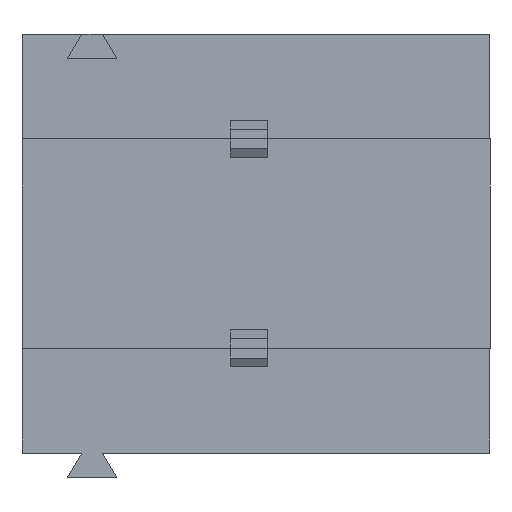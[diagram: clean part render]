
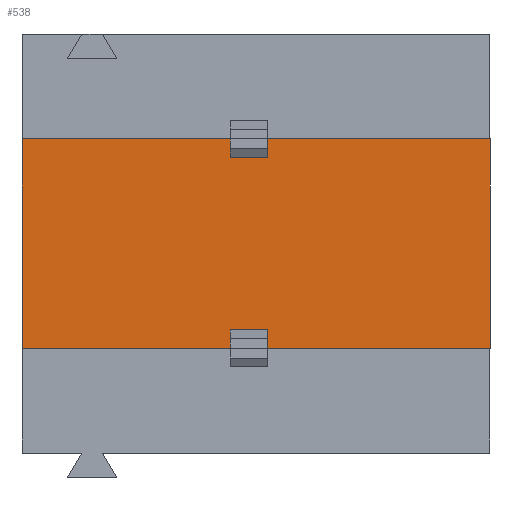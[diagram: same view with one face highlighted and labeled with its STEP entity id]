
A CAD part, front view. The second image highlights one B-rep face of the part: STEP entity #538.
In plain terms, the highlighted planar face has unit normal (0, -1, 0).
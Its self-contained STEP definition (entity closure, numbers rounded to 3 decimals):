
#538 = ADVANCED_FACE( '', ( #1053 ), #1054, .T. );
#1053 = FACE_OUTER_BOUND( '', #1562, .T. );
#1054 = PLANE( '', #1563 );
#1562 = EDGE_LOOP( '', ( #3028, #3029, #3030, #3031, #3032, #3033, #3034, #3035, #3036, #3037, #3038, #3039 ) );
#1563 = AXIS2_PLACEMENT_3D( '', #3040, #3041, #3042 );
#3028 = ORIENTED_EDGE( '', *, *, #3451, .T. );
#3029 = ORIENTED_EDGE( '', *, *, #3359, .F. );
#3030 = ORIENTED_EDGE( '', *, *, #3655, .T. );
#3031 = ORIENTED_EDGE( '', *, *, #3856, .T. );
#3032 = ORIENTED_EDGE( '', *, *, #3746, .T. );
#3033 = ORIENTED_EDGE( '', *, *, #3392, .F. );
#3034 = ORIENTED_EDGE( '', *, *, #3349, .T. );
#3035 = ORIENTED_EDGE( '', *, *, #3857, .F. );
#3036 = ORIENTED_EDGE( '', *, *, #3744, .T. );
#3037 = ORIENTED_EDGE( '', *, *, #3528, .T. );
#3038 = ORIENTED_EDGE( '', *, *, #3657, .T. );
#3039 = ORIENTED_EDGE( '', *, *, #3811, .F. );
#3040 = CARTESIAN_POINT( '', ( 5.675, 0., 2.24 ) );
#3041 = DIRECTION( '', ( 0., -1., 0. ) );
#3042 = DIRECTION( '', ( 0., 0., 1. ) );
#3349 = EDGE_CURVE( '', #4070, #4071, #4072, .T. );
#3359 = EDGE_CURVE( '', #4088, #4089, #4090, .T. );
#3392 = EDGE_CURVE( '', #4070, #4141, #4147, .T. );
#3451 = EDGE_CURVE( '', #4241, #4089, #4245, .T. );
#3528 = EDGE_CURVE( '', #4367, #4365, #4368, .T. );
#3655 = EDGE_CURVE( '', #4088, #4554, #4556, .T. );
#3657 = EDGE_CURVE( '', #4365, #4557, #4559, .T. );
#3744 = EDGE_CURVE( '', #4681, #4367, #4682, .T. );
#3746 = EDGE_CURVE( '', #4684, #4141, #4685, .T. );
#3811 = EDGE_CURVE( '', #4241, #4557, #4767, .T. );
#3856 = EDGE_CURVE( '', #4554, #4684, #4816, .T. );
#3857 = EDGE_CURVE( '', #4681, #4071, #4817, .T. );
#4070 = VERTEX_POINT( '', #5109 );
#4071 = VERTEX_POINT( '', #5110 );
#4072 = LINE( '', #5111, #5112 );
#4088 = VERTEX_POINT( '', #5135 );
#4089 = VERTEX_POINT( '', #5136 );
#4090 = LINE( '', #5137, #5138 );
#4141 = VERTEX_POINT( '', #5213 );
#4147 = LINE( '', #5222, #5223 );
#4241 = VERTEX_POINT( '', #5358 );
#4245 = LINE( '', #5364, #5365 );
#4365 = VERTEX_POINT( '', #5543 );
#4367 = VERTEX_POINT( '', #5546 );
#4368 = LINE( '', #5547, #5548 );
#4554 = VERTEX_POINT( '', #5826 );
#4556 = LINE( '', #5829, #5830 );
#4557 = VERTEX_POINT( '', #5831 );
#4559 = LINE( '', #5834, #5835 );
#4681 = VERTEX_POINT( '', #6012 );
#4682 = LINE( '', #6013, #6014 );
#4684 = VERTEX_POINT( '', #6017 );
#4685 = LINE( '', #6018, #6019 );
#4767 = LINE( '', #6144, #6145 );
#4816 = LINE( '', #6214, #6215 );
#4817 = LINE( '', #6216, #6217 );
#5109 = CARTESIAN_POINT( '', ( 5.05, 0., 0.45 ) );
#5110 = CARTESIAN_POINT( '', ( 5.95, 0., 0.45 ) );
#5111 = CARTESIAN_POINT( '', ( 5.35, 0., 0.45 ) );
#5112 = VECTOR( '', #6348, 1000. );
#5135 = CARTESIAN_POINT( '', ( 5.05, 0., 5.08 ) );
#5136 = CARTESIAN_POINT( '', ( 5.05, 0., 4.63 ) );
#5137 = CARTESIAN_POINT( '', ( 5.05, 0., 5.08 ) );
#5138 = VECTOR( '', #6356, 1000. );
#5213 = CARTESIAN_POINT( '', ( 5.05, 0., 0. ) );
#5222 = CARTESIAN_POINT( '', ( 5.05, 0., 5.08 ) );
#5223 = VECTOR( '', #6384, 1000. );
#5358 = CARTESIAN_POINT( '', ( 5.95, 0., 4.63 ) );
#5364 = CARTESIAN_POINT( '', ( 5.35, 0., 4.63 ) );
#5365 = VECTOR( '', #6437, 1000. );
#5543 = CARTESIAN_POINT( '', ( 11.35, 0., 5.08 ) );
#5546 = CARTESIAN_POINT( '', ( 11.35, 0., 0. ) );
#5547 = CARTESIAN_POINT( '', ( 11.35, 0., -2.54 ) );
#5548 = VECTOR( '', #6503, 1000. );
#5826 = CARTESIAN_POINT( '', ( 0., 0., 5.08 ) );
#5829 = CARTESIAN_POINT( '', ( 5.35, 0., 5.08 ) );
#5830 = VECTOR( '', #6621, 1000. );
#5831 = CARTESIAN_POINT( '', ( 5.95, 0., 5.08 ) );
#5834 = CARTESIAN_POINT( '', ( 5.35, 0., 5.08 ) );
#5835 = VECTOR( '', #6623, 1000. );
#6012 = CARTESIAN_POINT( '', ( 5.95, 0., 0. ) );
#6013 = CARTESIAN_POINT( '', ( 5.35, 0., 0. ) );
#6014 = VECTOR( '', #6706, 1000. );
#6017 = CARTESIAN_POINT( '', ( 0., 0., 0. ) );
#6018 = CARTESIAN_POINT( '', ( 5.35, 0., 0. ) );
#6019 = VECTOR( '', #6708, 1000. );
#6144 = CARTESIAN_POINT( '', ( 5.95, 0., 5.08 ) );
#6145 = VECTOR( '', #6761, 1000. );
#6214 = CARTESIAN_POINT( '', ( 0., 0., 7.62 ) );
#6215 = VECTOR( '', #6782, 1000. );
#6216 = CARTESIAN_POINT( '', ( 5.95, 0., 5.08 ) );
#6217 = VECTOR( '', #6783, 1000. );
#6348 = DIRECTION( '', ( 1., 0., 0. ) );
#6356 = DIRECTION( '', ( 0., 0., -1. ) );
#6384 = DIRECTION( '', ( 0., 0., -1. ) );
#6437 = DIRECTION( '', ( -1., 0., 0. ) );
#6503 = DIRECTION( '', ( 0., 0., 1. ) );
#6621 = DIRECTION( '', ( -1., 0., 0. ) );
#6623 = DIRECTION( '', ( -1., 0., 0. ) );
#6706 = DIRECTION( '', ( 1., 0., 0. ) );
#6708 = DIRECTION( '', ( 1., 0., 0. ) );
#6761 = DIRECTION( '', ( 0., 0., 1. ) );
#6782 = DIRECTION( '', ( 0., 0., -1. ) );
#6783 = DIRECTION( '', ( 0., 0., 1. ) );
